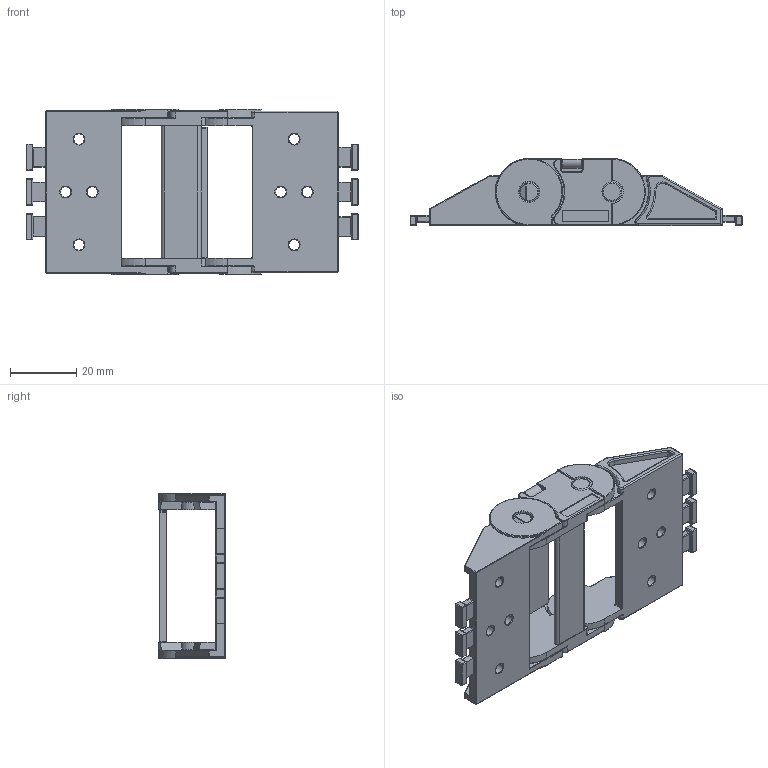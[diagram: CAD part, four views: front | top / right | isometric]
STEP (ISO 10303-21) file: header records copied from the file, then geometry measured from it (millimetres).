
FILE_DESCRIPTION (( 'STEP AP214' ), '1' );
FILE_NAME ('CK15-A040-AYAK.STEP', '2019-09-10T08:51:34', ( '' ), ( '' ), 'SwSTEP 2.0', 'SolidWorks 2017', '' );
FILE_SCHEMA (( 'AUTOMOTIVE_DESIGN' ));
Length unit declared in the file: millimetre
Products named in the file (1): CK15-A040-AYAK
Bounding box: 100.31 x 20.2 x 50 mm (x, y, z)
Volume: 18152.3 mm3; surface area: 17681.3 mm2
Topology: 4 solids, 4 shells, 945 faces, 2300 edges, 1288 vertices
Faces by surface type: cylinder 443, plane 201, torus 175, sphere 76, bspline 31, cone 19
Entity records: 31191 total; most frequent: CARTESIAN_POINT 5734, DIRECTION 4993, ORIENTED_EDGE 4420, EDGE_CURVE 2210, AXIS2_PLACEMENT_3D 2014, VERTEX_POINT 1285, CIRCLE 1099, EDGE_LOOP 983
